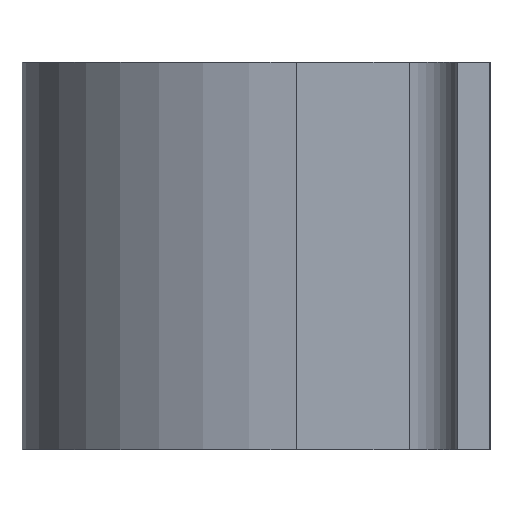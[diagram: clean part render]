
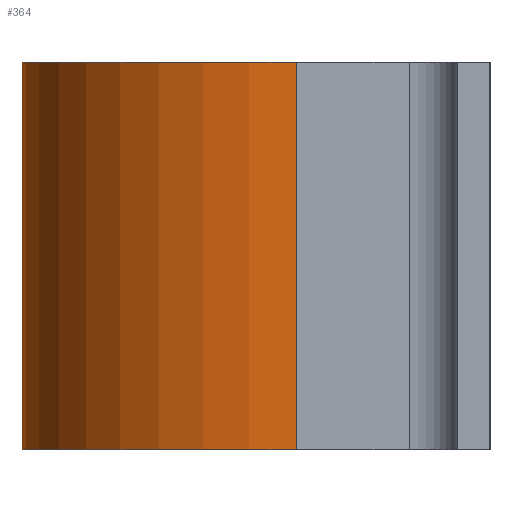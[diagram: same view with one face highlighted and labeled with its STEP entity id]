
A CAD part, left-side view. The second image highlights one B-rep face of the part: STEP entity #364.
In plain terms, the highlighted cylindrical face has radius 8.5 mm (diameter 17 mm), a partial arc.
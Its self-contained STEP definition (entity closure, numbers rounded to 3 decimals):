
#12 = DIRECTION ( 'NONE',  ( 0., 0., -1. ) ) ;
#18 = CARTESIAN_POINT ( 'NONE',  ( 0., 6., 6. ) ) ;
#21 = DIRECTION ( 'NONE',  ( 1., 0., 0. ) ) ;
#45 = EDGE_CURVE ( 'NONE', #569, #531, #302, .T. ) ;
#91 = CYLINDRICAL_SURFACE ( 'NONE', #655, 8.5 ) ;
#145 = AXIS2_PLACEMENT_3D ( 'NONE', #18, #12, #21 ) ;
#173 = EDGE_CURVE ( 'NONE', #310, #532, #1024, .T. ) ;
#187 = CARTESIAN_POINT ( 'NONE',  ( 0., 6., -6. ) ) ;
#199 = VECTOR ( 'NONE', #250, 1000. ) ;
#250 = DIRECTION ( 'NONE',  ( 0., 0., -1. ) ) ;
#264 = CARTESIAN_POINT ( 'NONE',  ( 8.5, 6., 6. ) ) ;
#276 = ORIENTED_EDGE ( 'NONE', *, *, #318, .F. ) ;
#297 = EDGE_CURVE ( 'NONE', #569, #310, #408, .T. ) ;
#302 = LINE ( 'NONE', #515, #438 ) ;
#310 = VERTEX_POINT ( 'NONE', #763 ) ;
#318 = EDGE_CURVE ( 'NONE', #531, #532, #606, .T. ) ;
#321 = DIRECTION ( 'NONE',  ( -1., 0., 0. ) ) ;
#364 = ADVANCED_FACE ( 'NONE', ( #432 ), #91, .T. ) ;
#372 = ORIENTED_EDGE ( 'NONE', *, *, #173, .T. ) ;
#408 = CIRCLE ( 'NONE', #145, 8.5 ) ;
#428 = AXIS2_PLACEMENT_3D ( 'NONE', #187, #500, #630 ) ;
#432 = FACE_OUTER_BOUND ( 'NONE', #798, .T. ) ;
#438 = VECTOR ( 'NONE', #685, 1000. ) ;
#500 = DIRECTION ( 'NONE',  ( 0., 0., -1. ) ) ;
#515 = CARTESIAN_POINT ( 'NONE',  ( -8.5, 6., 6. ) ) ;
#531 = VERTEX_POINT ( 'NONE', #565 ) ;
#532 = VERTEX_POINT ( 'NONE', #536 ) ;
#536 = CARTESIAN_POINT ( 'NONE',  ( 8.5, 6., -6. ) ) ;
#560 = DIRECTION ( 'NONE',  ( 0., 0., -1. ) ) ;
#565 = CARTESIAN_POINT ( 'NONE',  ( -8.5, 6., -6. ) ) ;
#569 = VERTEX_POINT ( 'NONE', #825 ) ;
#606 = CIRCLE ( 'NONE', #428, 8.5 ) ;
#630 = DIRECTION ( 'NONE',  ( 1., 0., 0. ) ) ;
#655 = AXIS2_PLACEMENT_3D ( 'NONE', #797, #560, #321 ) ;
#685 = DIRECTION ( 'NONE',  ( 0., 0., -1. ) ) ;
#763 = CARTESIAN_POINT ( 'NONE',  ( 8.5, 6., 6. ) ) ;
#797 = CARTESIAN_POINT ( 'NONE',  ( 0., 6., 6. ) ) ;
#798 = EDGE_LOOP ( 'NONE', ( #276, #883, #1068, #372 ) ) ;
#825 = CARTESIAN_POINT ( 'NONE',  ( -8.5, 6., 6. ) ) ;
#883 = ORIENTED_EDGE ( 'NONE', *, *, #45, .F. ) ;
#1024 = LINE ( 'NONE', #264, #199 ) ;
#1068 = ORIENTED_EDGE ( 'NONE', *, *, #297, .T. ) ;
